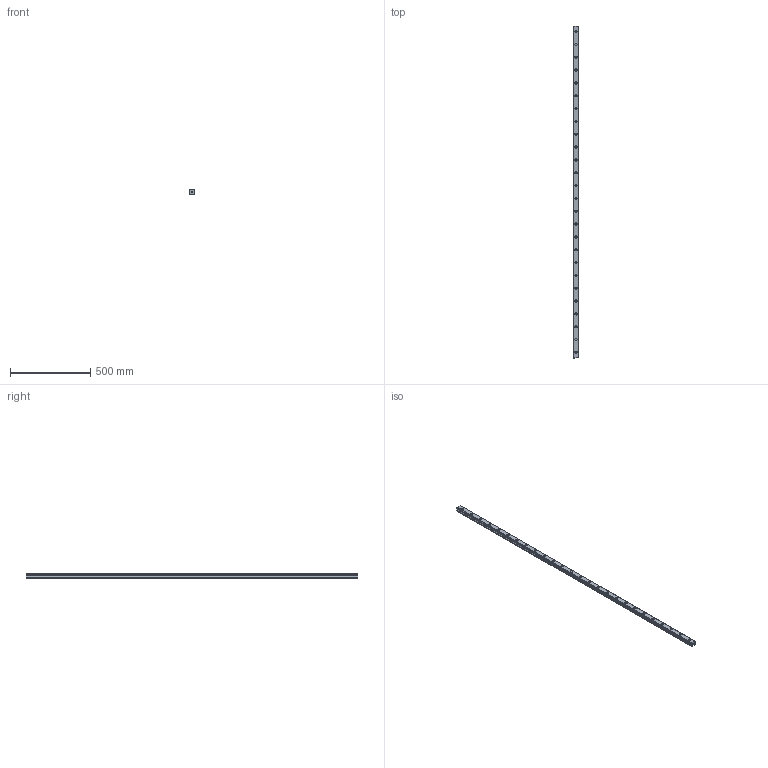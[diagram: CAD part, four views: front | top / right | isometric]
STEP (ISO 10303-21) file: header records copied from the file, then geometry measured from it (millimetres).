
FILE_DESCRIPTION(('STEP AP214'),'1');
FILE_NAME('cctmp_E7572A33-32E4-45B6-89B7-089F2BDFFA6E_2021_02_17_11_44_08_0777..stp','2021-02-17T10:44:09',('HIWIN GmbH'),('CADClick - www.CADClick.com'),'Spatial InterOp 3D',' ','unknown authorization');
FILE_SCHEMA(('AUTOMOTIVE_DESIGN'));
Length unit declared in the file: millimetre
Products named in the file (1): EGR35R2070C_FILE
Bounding box: 34 x 2070 x 27.5 mm (x, y, z)
Volume: 1629625.8 mm3; surface area: 290729.7 mm2
Topology: 1 solids, 1 shells, 341 faces, 771 edges, 514 vertices
Faces by surface type: cylinder 174, plane 167
Entity records: 12425 total; most frequent: DIRECTION 1803, CARTESIAN_POINT 1627, ORIENTED_EDGE 1542, EDGE_CURVE 771, AXIS2_PLACEMENT_3D 690, VERTEX_POINT 514, EDGE_LOOP 423, LINE 423
